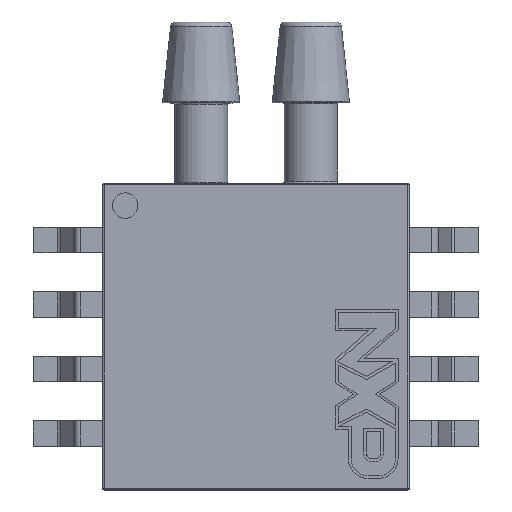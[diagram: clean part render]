
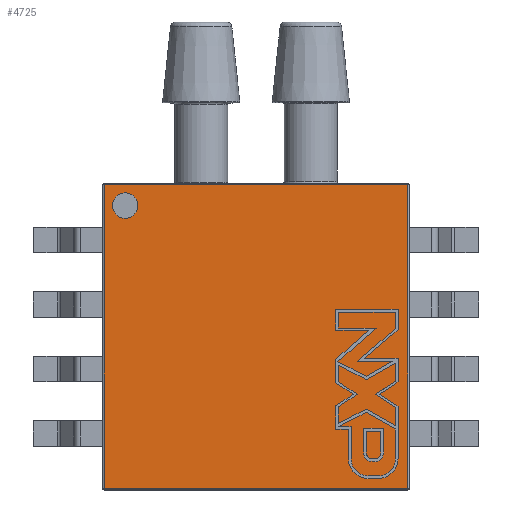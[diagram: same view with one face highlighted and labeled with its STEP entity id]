
A CAD part, top view. The second image highlights one B-rep face of the part: STEP entity #4725.
In plain terms, the highlighted planar face has unit normal (0, 0, 1).
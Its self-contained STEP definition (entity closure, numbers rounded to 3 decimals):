
#87=LINE('',#7303,#563);
#91=LINE('',#7316,#567);
#94=LINE('',#7320,#570);
#102=LINE('',#7333,#578);
#563=VECTOR('',#5834,10.);
#567=VECTOR('',#5850,10.);
#570=VECTOR('',#5855,10.);
#578=VECTOR('',#5873,10.);
#1132=PLANE('',#5205);
#1331=FACE_OUTER_BOUND('',#1620,.T.);
#1620=EDGE_LOOP('',(#3481,#3482,#3483,#3484));
#2156=VERTEX_POINT('',#7269);
#2160=VERTEX_POINT('',#7283);
#2165=VERTEX_POINT('',#7296);
#2170=VERTEX_POINT('',#7312);
#2644=EDGE_CURVE('',#2165,#2156,#87,.T.);
#2651=EDGE_CURVE('',#2160,#2170,#91,.T.);
#2654=EDGE_CURVE('',#2170,#2165,#94,.T.);
#2662=EDGE_CURVE('',#2156,#2160,#102,.T.);
#3481=ORIENTED_EDGE('',*,*,#2651,.F.);
#3482=ORIENTED_EDGE('',*,*,#2662,.F.);
#3483=ORIENTED_EDGE('',*,*,#2644,.F.);
#3484=ORIENTED_EDGE('',*,*,#2654,.F.);
#4725=ADVANCED_FACE('',(#1331),#1132,.T.);
#5205=AXIS2_PLACEMENT_3D('',#7358,#5900,#5901);
#5834=DIRECTION('',(0.,1.,0.));
#5850=DIRECTION('',(0.,-1.,0.));
#5855=DIRECTION('',(-1.,0.,0.));
#5873=DIRECTION('',(1.,0.,0.));
#5900=DIRECTION('center_axis',(0.,0.,1.));
#5901=DIRECTION('ref_axis',(1.,0.,0.));
#7269=CARTESIAN_POINT('',(-5.983,5.983,9.906));
#7283=CARTESIAN_POINT('',(5.983,5.983,9.906));
#7296=CARTESIAN_POINT('',(-5.983,-5.983,9.906));
#7303=CARTESIAN_POINT('',(-5.983,0.,9.906));
#7312=CARTESIAN_POINT('',(5.983,-5.983,9.906));
#7316=CARTESIAN_POINT('',(5.983,0.,9.906));
#7320=CARTESIAN_POINT('',(-3.016,-5.983,9.906));
#7333=CARTESIAN_POINT('',(-3.016,5.983,9.906));
#7358=CARTESIAN_POINT('Origin',(-6.033,0.,9.906));
